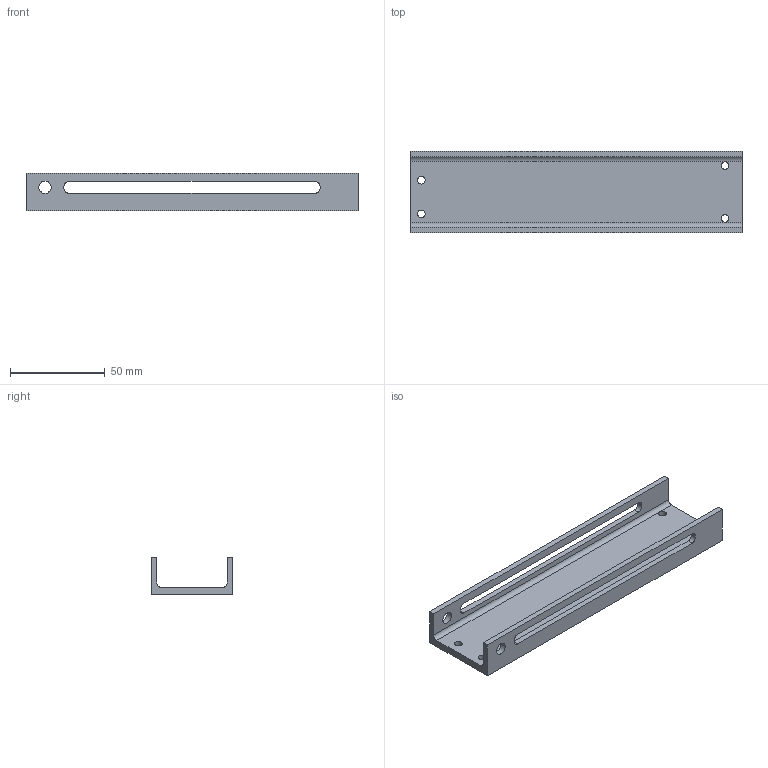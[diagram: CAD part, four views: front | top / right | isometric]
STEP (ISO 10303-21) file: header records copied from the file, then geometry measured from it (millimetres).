
FILE_DESCRIPTION(/* description */ ('STEP AP242','CAx-IF Rec.Pracs.---Representation and Presentation of Product Manufacturing Information (PMI)---4.0---2014-10-13','CAx-IF Rec.Pracs.---3D Tessellated Geometry---0.4---2014-09-14','2;1'),/* implementation_level */ '2;1');
FILE_NAME(/* name */ '669efe51ea7aa56251cfebef',/* time_stamp */ '2024-07-23T00:50:26Z',/* author */ (''),/* organization */ (''),/* preprocessor_version */ 'ST-DEVELOPER v20',/* originating_system */ ' ',/* authorisation */ ' ');
FILE_SCHEMA (('AP242_MANAGED_MODEL_BASED_3D_ENGINEERING_MIM_LF { 1 0 10303 442 1 1 4 }'));
Length unit declared in the file: metre
Products named in the file (1): top-v3
Bounding box: 175 x 43 x 20 mm (x, y, z)
Volume: 41907.4 mm3; surface area: 26277.5 mm2
Topology: 1 solids, 1 shells, 34 faces, 100 edges, 68 vertices
Faces by surface type: plane 18, cylinder 16
Full cylindrical faces by diameter (mm): 4 x4, 6.5 x2
Entity records: 1136 total; most frequent: DIRECTION 192, CARTESIAN_POINT 189, ORIENTED_EDGE 180, EDGE_CURVE 90, AXIS2_PLACEMENT_3D 67, VERTEX_POINT 64, LINE 58, VECTOR 58
